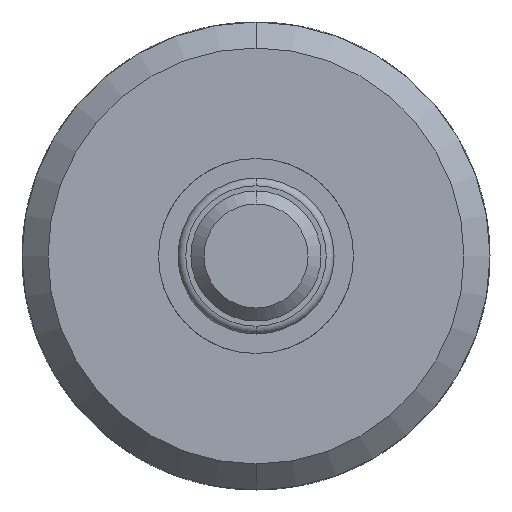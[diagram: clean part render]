
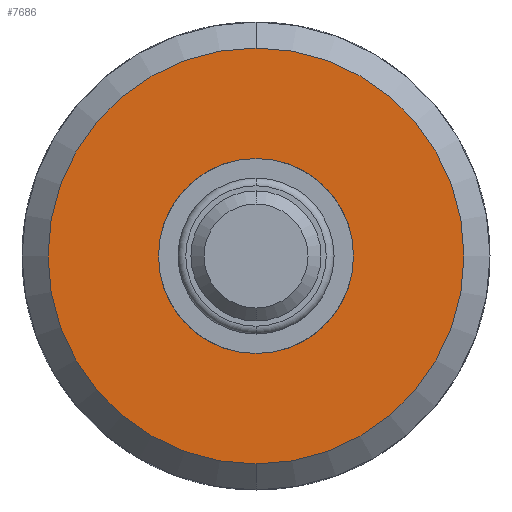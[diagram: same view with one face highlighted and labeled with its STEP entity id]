
A CAD part, front view. The second image highlights one B-rep face of the part: STEP entity #7686.
In plain terms, the highlighted planar face has unit normal (0, -1, 0).
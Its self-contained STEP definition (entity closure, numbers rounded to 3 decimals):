
#270 = CIRCLE ( 'NONE', #12292, 4. ) ;
#327 = AXIS2_PLACEMENT_3D ( 'NONE', #11101, #5519, #1033 ) ;
#479 = DIRECTION ( 'NONE',  ( 0., 1., 0. ) ) ;
#978 = CARTESIAN_POINT ( 'NONE',  ( 0., 28.3, 0. ) ) ;
#1033 = DIRECTION ( 'NONE',  ( 0., 0., 1. ) ) ;
#1190 = CARTESIAN_POINT ( 'NONE',  ( 0., 28.3, 4. ) ) ;
#1702 = CARTESIAN_POINT ( 'NONE',  ( 0., 28.3, -0.9 ) ) ;
#2184 = CIRCLE ( 'NONE', #5487, 4. ) ;
#3379 = AXIS2_PLACEMENT_3D ( 'NONE', #9278, #479, #10551 ) ;
#3608 = EDGE_CURVE ( 'Defeature ausgef�hrt3_228+Defeature ausgef�hrt3_229+Defeature ausgef�hrt3_229+Defeature ausgef�hrt3_229', #4998, #8830, #9123, .T. ) ;
#4663 = ORIENTED_EDGE ( 'NONE', *, *, #13257, .T. ) ;
#4967 = DIRECTION ( 'NONE',  ( 0., -1., 0. ) ) ;
#4998 = VERTEX_POINT ( 'NONE', #8289 ) ;
#5101 = CARTESIAN_POINT ( 'NONE',  ( 0., 28.3, -4. ) ) ;
#5169 = CIRCLE ( 'NONE', #3379, 0.9 ) ;
#5400 = EDGE_LOOP ( 'NONE', ( #13473, #4663 ) ) ;
#5487 = AXIS2_PLACEMENT_3D ( 'NONE', #6068, #4967, #10427 ) ;
#5519 = DIRECTION ( 'NONE',  ( 0., 1., 0. ) ) ;
#6068 = CARTESIAN_POINT ( 'NONE',  ( 0., 28.3, 0. ) ) ;
#6116 = ORIENTED_EDGE ( 'NONE', *, *, #8245, .T. ) ;
#6287 = PLANE ( 'NONE',  #10531 ) ;
#6510 = DIRECTION ( 'NONE',  ( 0., -1., 0. ) ) ;
#7304 = EDGE_CURVE ( 'Defeature ausgef�hrt3_228+Defeature ausgef�hrt3_231+Defeature ausgef�hrt3_231+Defeature ausgef�hrt3_231', #12757, #11928, #270, .T. ) ;
#7305 = CARTESIAN_POINT ( 'NONE',  ( -4.5, 28.3, 0. ) ) ;
#7686 = ADVANCED_FACE ( 'Defeature ausgef�hrt3_228', ( #8299, #13525 ), #6287, .T. ) ;
#8245 = EDGE_CURVE ( 'Defeature ausgef�hrt3_228+Defeature ausgef�hrt3_231+Defeature ausgef�hrt3_231+Defeature ausgef�hrt3_231', #11928, #12757, #2184, .T. ) ;
#8289 = CARTESIAN_POINT ( 'NONE',  ( 0., 28.3, 0.9 ) ) ;
#8299 = FACE_OUTER_BOUND ( 'NONE', #12422, .T. ) ;
#8479 = DIRECTION ( 'NONE',  ( 0., 0., -1. ) ) ;
#8830 = VERTEX_POINT ( 'NONE', #1702 ) ;
#9123 = CIRCLE ( 'NONE', #327, 0.9 ) ;
#9278 = CARTESIAN_POINT ( 'NONE',  ( 0., 28.3, 0. ) ) ;
#9549 = DIRECTION ( 'NONE',  ( 0., -1., 0. ) ) ;
#10427 = DIRECTION ( 'NONE',  ( 0., 0., -1. ) ) ;
#10531 = AXIS2_PLACEMENT_3D ( 'NONE', #7305, #9549, #8479 ) ;
#10551 = DIRECTION ( 'NONE',  ( 0., 0., 1. ) ) ;
#11101 = CARTESIAN_POINT ( 'NONE',  ( 0., 28.3, 0. ) ) ;
#11928 = VERTEX_POINT ( 'NONE', #1190 ) ;
#12292 = AXIS2_PLACEMENT_3D ( 'NONE', #978, #6510, #13365 ) ;
#12422 = EDGE_LOOP ( 'NONE', ( #6116, #14048 ) ) ;
#12757 = VERTEX_POINT ( 'NONE', #5101 ) ;
#13257 = EDGE_CURVE ( 'Defeature ausgef�hrt3_228+Defeature ausgef�hrt3_229+Defeature ausgef�hrt3_229+Defeature ausgef�hrt3_229', #8830, #4998, #5169, .T. ) ;
#13365 = DIRECTION ( 'NONE',  ( 0., 0., -1. ) ) ;
#13473 = ORIENTED_EDGE ( 'NONE', *, *, #3608, .T. ) ;
#13525 = FACE_BOUND ( 'NONE', #5400, .T. ) ;
#14048 = ORIENTED_EDGE ( 'NONE', *, *, #7304, .T. ) ;
